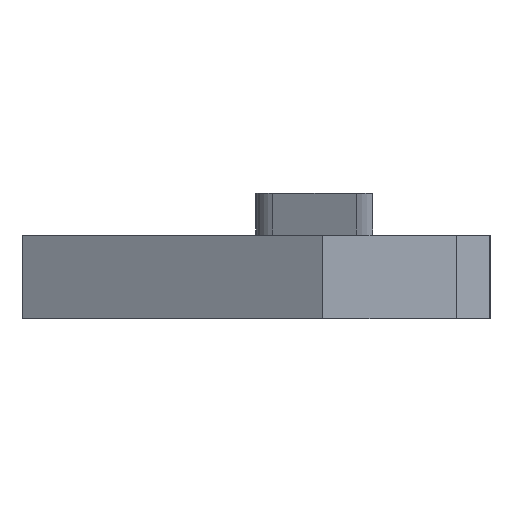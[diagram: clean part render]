
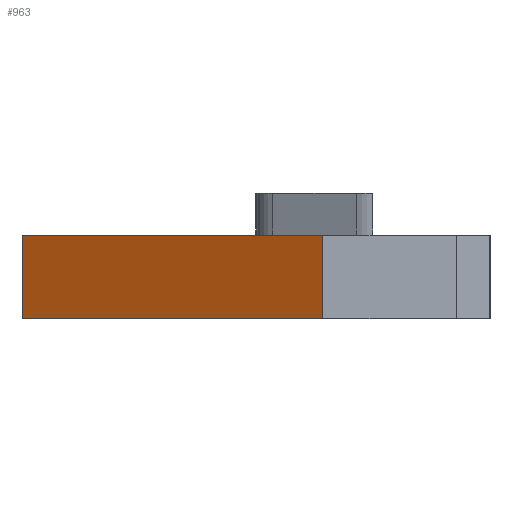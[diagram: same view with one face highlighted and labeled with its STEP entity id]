
A CAD part, left-side view. The second image highlights one B-rep face of the part: STEP entity #963.
In plain terms, the highlighted planar face has unit normal (-0.866, 0.5, 0).
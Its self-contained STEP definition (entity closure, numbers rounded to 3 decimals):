
#71 = LINE ( 'NONE', #794, #595 ) ;
#90 = ORIENTED_EDGE ( 'NONE', *, *, #802, .F. ) ;
#186 = DIRECTION ( 'NONE',  ( -0.5, -0.866, 0. ) ) ;
#193 = CARTESIAN_POINT ( 'NONE',  ( -55., -3.99, 5. ) ) ;
#231 = CARTESIAN_POINT ( 'NONE',  ( -44.613, 14., 5. ) ) ;
#325 = VERTEX_POINT ( 'NONE', #659 ) ;
#450 = CARTESIAN_POINT ( 'NONE',  ( -39.522, 22.818, 0. ) ) ;
#495 = LINE ( 'NONE', #771, #1127 ) ;
#496 = FACE_OUTER_BOUND ( 'NONE', #682, .T. ) ;
#498 = VERTEX_POINT ( 'NONE', #193 ) ;
#550 = EDGE_CURVE ( 'NONE', #325, #498, #71, .T. ) ;
#562 = VECTOR ( 'NONE', #876, 1000. ) ;
#565 = CARTESIAN_POINT ( 'NONE',  ( -44.613, 14., -0.001 ) ) ;
#574 = ORIENTED_EDGE ( 'NONE', *, *, #872, .T. ) ;
#595 = VECTOR ( 'NONE', #740, 1000. ) ;
#623 = ORIENTED_EDGE ( 'NONE', *, *, #743, .F. ) ;
#659 = CARTESIAN_POINT ( 'NONE',  ( -55., -3.99, 0. ) ) ;
#660 = LINE ( 'NONE', #450, #670 ) ;
#670 = VECTOR ( 'NONE', #1017, 1000. ) ;
#682 = EDGE_LOOP ( 'NONE', ( #574, #693, #90, #623 ) ) ;
#693 = ORIENTED_EDGE ( 'NONE', *, *, #550, .T. ) ;
#740 = DIRECTION ( 'NONE',  ( 0., 0., 1. ) ) ;
#743 = EDGE_CURVE ( 'NONE', #1013, #979, #1132, .T. ) ;
#771 = CARTESIAN_POINT ( 'NONE',  ( -39.522, 22.818, 5. ) ) ;
#789 = CARTESIAN_POINT ( 'NONE',  ( -39.522, 22.818, -0.001 ) ) ;
#794 = CARTESIAN_POINT ( 'NONE',  ( -55., -3.99, -0.001 ) ) ;
#802 = EDGE_CURVE ( 'NONE', #979, #498, #495, .T. ) ;
#814 = DIRECTION ( 'NONE',  ( -0.5, -0.866, 0. ) ) ;
#872 = EDGE_CURVE ( 'NONE', #1013, #325, #660, .T. ) ;
#876 = DIRECTION ( 'NONE',  ( 0., 0., 1. ) ) ;
#914 = DIRECTION ( 'NONE',  ( -0.866, 0.5, 0. ) ) ;
#939 = PLANE ( 'NONE',  #1130 ) ;
#963 = ADVANCED_FACE ( 'NONE', ( #496 ), #939, .T. ) ;
#979 = VERTEX_POINT ( 'NONE', #231 ) ;
#1013 = VERTEX_POINT ( 'NONE', #1094 ) ;
#1017 = DIRECTION ( 'NONE',  ( -0.5, -0.866, 0. ) ) ;
#1094 = CARTESIAN_POINT ( 'NONE',  ( -44.613, 14., 0. ) ) ;
#1127 = VECTOR ( 'NONE', #186, 1000. ) ;
#1130 = AXIS2_PLACEMENT_3D ( 'NONE', #789, #914, #814 ) ;
#1132 = LINE ( 'NONE', #565, #562 ) ;
